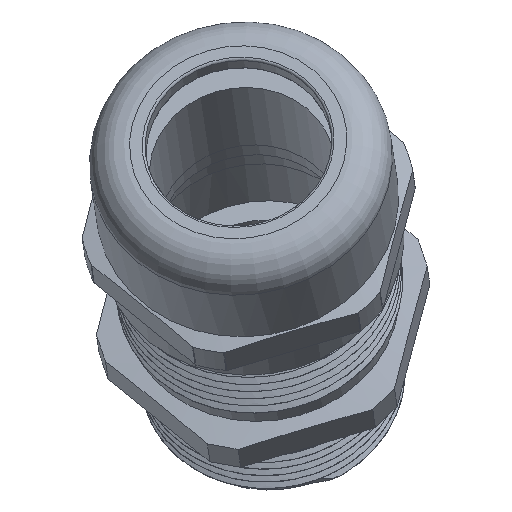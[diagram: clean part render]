
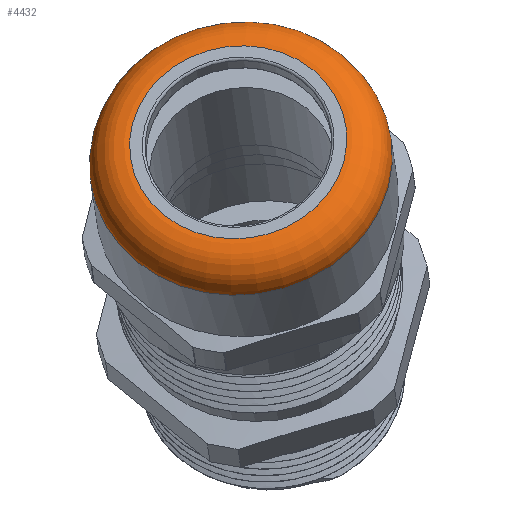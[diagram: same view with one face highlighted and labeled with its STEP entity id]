
A CAD part, left-side view. The second image highlights one B-rep face of the part: STEP entity #4432.
In plain terms, the highlighted toroidal (fillet/blend) face has major radius 10.901 mm and minor radius 3.919 mm.
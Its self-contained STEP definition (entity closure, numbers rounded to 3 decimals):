
#989=FACE_BOUND('',#1336,.T.);
#1064=FACE_OUTER_BOUND('',#1335,.T.);
#1335=EDGE_LOOP('',(#3207));
#1336=EDGE_LOOP('',(#3208));
#1602=CIRCLE('',#4731,10.64);
#1644=CIRCLE('',#4805,14.82);
#1890=VERTEX_POINT('',#6709);
#1951=VERTEX_POINT('',#8538);
#2348=EDGE_CURVE('',#1890,#1890,#1602,.T.);
#2439=EDGE_CURVE('',#1951,#1951,#1644,.T.);
#3207=ORIENTED_EDGE('',*,*,#2439,.F.);
#3208=ORIENTED_EDGE('',*,*,#2348,.T.);
#4373=TOROIDAL_SURFACE('',#4804,10.901,3.919);
#4432=ADVANCED_FACE('',(#1064,#989),#4373,.T.);
#4731=AXIS2_PLACEMENT_3D('',#6710,#5300,#5301);
#4804=AXIS2_PLACEMENT_3D('',#8537,#5479,#5480);
#4805=AXIS2_PLACEMENT_3D('',#8539,#5481,#5482);
#5300=DIRECTION('center_axis',(1.,0.,0.));
#5301=DIRECTION('ref_axis',(0.,0.,-1.));
#5479=DIRECTION('center_axis',(1.,0.,0.));
#5480=DIRECTION('ref_axis',(0.,0.,-1.));
#5481=DIRECTION('center_axis',(1.,0.,0.));
#5482=DIRECTION('ref_axis',(0.,0.,-1.));
#6709=CARTESIAN_POINT('',(-20.73,10.64,0.));
#6710=CARTESIAN_POINT('Origin',(-20.73,0.,0.));
#8537=CARTESIAN_POINT('Origin',(-16.82,0.,0.));
#8538=CARTESIAN_POINT('',(-16.82,14.82,0.));
#8539=CARTESIAN_POINT('Origin',(-16.82,0.,0.));
